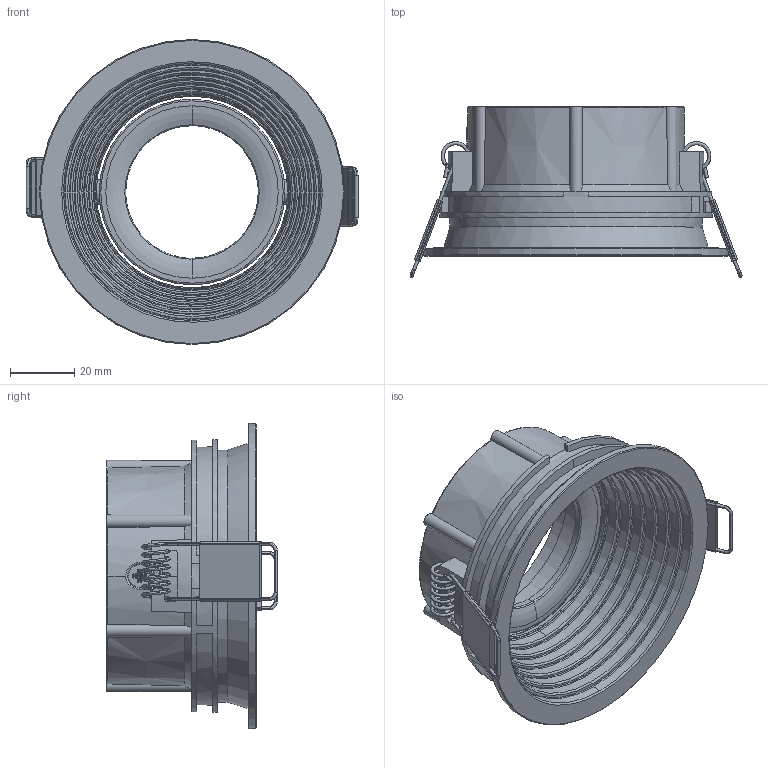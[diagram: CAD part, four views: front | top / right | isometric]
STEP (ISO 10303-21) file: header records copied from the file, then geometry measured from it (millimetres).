
FILE_DESCRIPTION(('CATIA V5 STEP Exchange'),'2;1');
FILE_NAME('COMBO-42.stp','2025-12-17T10:34:45+00:00',('none'),('none'),'CATIA Version 5-6 Release 2018','CATIA V5 STEP AP203','none');
FILE_SCHEMA(('CONFIG_CONTROL_DESIGN'));
Length unit declared in the file: millimetre
Products named in the file (2): MOD-1211; 45X16X8.5弹簧.
Assembly tree (8 placements, depth 3):
  MOD-1211
    #57  x2
    45X16X8.5弹簧.  x2
      #2543
      #6504
    #7146
    #25528
Bounding box: 103.4 x 53.12 x 95 mm (x, y, z)
Volume: 48805.9 mm3; surface area: 46494.4 mm2
Topology: 8 solids, 8 shells, 607 faces, 1920 edges, 1341 vertices
Faces by surface type: cylinder 172, plane 163, bspline 136, cone 88, torus 48
Entity records: 28867 total; most frequent: CARTESIAN_POINT 17228, ORIENTED_EDGE 3240, EDGE_CURVE 1620, DIRECTION 1253, VERTEX_POINT 1167, B_SPLINE_CURVE_WITH_KNOTS 739, AXIS2_PLACEMENT_3D 609, EDGE_LOOP 499
